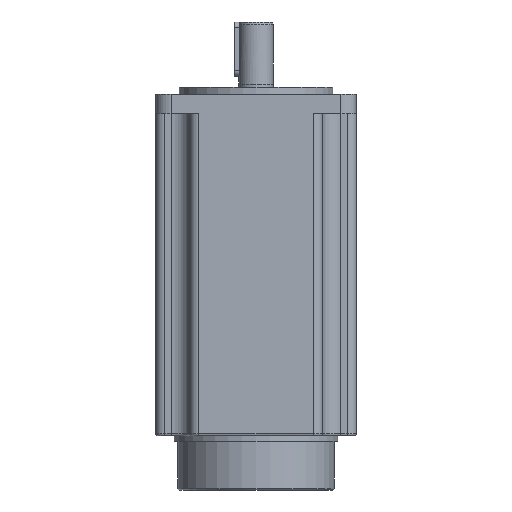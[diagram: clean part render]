
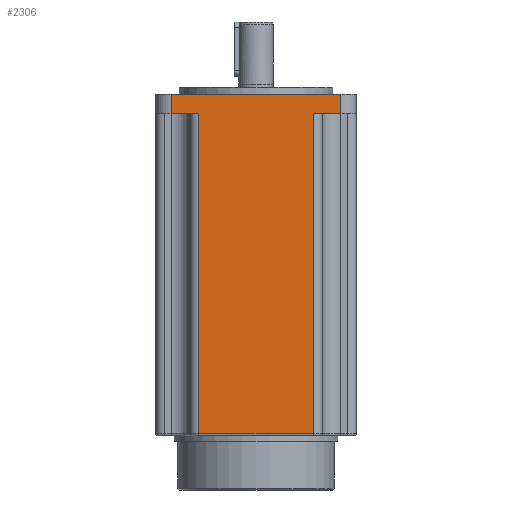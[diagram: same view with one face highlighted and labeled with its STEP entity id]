
A CAD part, front view. The second image highlights one B-rep face of the part: STEP entity #2306.
In plain terms, the highlighted planar face has unit normal (0, -1, 0).
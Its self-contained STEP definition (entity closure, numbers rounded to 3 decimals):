
#52 = AXIS2_PLACEMENT_3D ( 'NONE', #7163, #3765, #7896 ) ;
#377 = ORIENTED_EDGE ( 'NONE', *, *, #6277, .F. ) ;
#511 = VERTEX_POINT ( 'NONE', #3534 ) ;
#706 = VERTEX_POINT ( 'NONE', #2464 ) ;
#971 = EDGE_LOOP ( 'NONE', ( #7467, #6797, #3133, #2092, #377, #1669, #4857, #8755 ) ) ;
#1138 = VECTOR ( 'NONE', #2737, 1000. ) ;
#1360 = LINE ( 'NONE', #7433, #7762 ) ;
#1433 = LINE ( 'NONE', #3241, #2517 ) ;
#1629 = VECTOR ( 'NONE', #8271, 1000. ) ;
#1637 = DIRECTION ( 'NONE',  ( 1., 0., 0. ) ) ;
#1669 = ORIENTED_EDGE ( 'NONE', *, *, #8201, .F. ) ;
#1686 = VERTEX_POINT ( 'NONE', #3902 ) ;
#1688 = LINE ( 'NONE', #2647, #1138 ) ;
#1826 = EDGE_CURVE ( 'NONE', #511, #706, #4642, .T. ) ;
#1919 = DIRECTION ( 'NONE',  ( 0., 0., 1. ) ) ;
#2092 = ORIENTED_EDGE ( 'NONE', *, *, #3118, .T. ) ;
#2115 = CARTESIAN_POINT ( 'NONE',  ( 31.65, -55.5, -177.3 ) ) ;
#2227 = CARTESIAN_POINT ( 'NONE',  ( 46.9, -55.5, 10.7 ) ) ;
#2306 = ADVANCED_FACE ( 'NONE', ( #5868 ), #7222, .F. ) ;
#2442 = DIRECTION ( 'NONE',  ( 0., 0., -1. ) ) ;
#2464 = CARTESIAN_POINT ( 'NONE',  ( -46.9, -55.5, 0. ) ) ;
#2517 = VECTOR ( 'NONE', #2442, 1000. ) ;
#2629 = CARTESIAN_POINT ( 'NONE',  ( 31.65, -55.5, -178.3 ) ) ;
#2647 = CARTESIAN_POINT ( 'NONE',  ( -46.9, -55.5, -177.3 ) ) ;
#2737 = DIRECTION ( 'NONE',  ( 1., 0., 0. ) ) ;
#3021 = VERTEX_POINT ( 'NONE', #2115 ) ;
#3118 = EDGE_CURVE ( 'NONE', #7769, #5824, #6694, .T. ) ;
#3133 = ORIENTED_EDGE ( 'NONE', *, *, #6306, .T. ) ;
#3241 = CARTESIAN_POINT ( 'NONE',  ( 46.9, -55.5, 10.7 ) ) ;
#3497 = CARTESIAN_POINT ( 'NONE',  ( -46.9, -55.5, 0. ) ) ;
#3534 = CARTESIAN_POINT ( 'NONE',  ( -46.9, -55.5, 10.7 ) ) ;
#3765 = DIRECTION ( 'NONE',  ( 0., 1., 0. ) ) ;
#3902 = CARTESIAN_POINT ( 'NONE',  ( -31.65, -55.5, 0. ) ) ;
#4021 = EDGE_CURVE ( 'NONE', #706, #1686, #6973, .T. ) ;
#4421 = CARTESIAN_POINT ( 'NONE',  ( 31.65, -55.5, 0. ) ) ;
#4642 = LINE ( 'NONE', #7551, #1629 ) ;
#4857 = ORIENTED_EDGE ( 'NONE', *, *, #1826, .T. ) ;
#4860 = VECTOR ( 'NONE', #6274, 1000. ) ;
#5003 = CARTESIAN_POINT ( 'NONE',  ( -46.9, -55.5, 10.7 ) ) ;
#5047 = VECTOR ( 'NONE', #7198, 1000. ) ;
#5155 = CARTESIAN_POINT ( 'NONE',  ( 46.9, -55.5, 0. ) ) ;
#5281 = VERTEX_POINT ( 'NONE', #6101 ) ;
#5338 = DIRECTION ( 'NONE',  ( 0., 0., 1. ) ) ;
#5824 = VERTEX_POINT ( 'NONE', #5155 ) ;
#5868 = FACE_OUTER_BOUND ( 'NONE', #971, .T. ) ;
#6101 = CARTESIAN_POINT ( 'NONE',  ( -31.65, -55.5, -177.3 ) ) ;
#6274 = DIRECTION ( 'NONE',  ( 1., 0., 0. ) ) ;
#6277 = EDGE_CURVE ( 'NONE', #7150, #5824, #1433, .T. ) ;
#6306 = EDGE_CURVE ( 'NONE', #3021, #7769, #6896, .T. ) ;
#6400 = CARTESIAN_POINT ( 'NONE',  ( -46.9, -55.5, 0. ) ) ;
#6569 = VECTOR ( 'NONE', #1919, 1000. ) ;
#6694 = LINE ( 'NONE', #3497, #4860 ) ;
#6797 = ORIENTED_EDGE ( 'NONE', *, *, #7854, .T. ) ;
#6896 = LINE ( 'NONE', #2629, #6569 ) ;
#6973 = LINE ( 'NONE', #6400, #5047 ) ;
#7150 = VERTEX_POINT ( 'NONE', #2227 ) ;
#7163 = CARTESIAN_POINT ( 'NONE',  ( -46.9, -55.5, 10.7 ) ) ;
#7198 = DIRECTION ( 'NONE',  ( 1., 0., 0. ) ) ;
#7222 = PLANE ( 'NONE',  #52 ) ;
#7433 = CARTESIAN_POINT ( 'NONE',  ( -31.65, -55.5, -178.3 ) ) ;
#7467 = ORIENTED_EDGE ( 'NONE', *, *, #7819, .F. ) ;
#7551 = CARTESIAN_POINT ( 'NONE',  ( -46.9, -55.5, 10.7 ) ) ;
#7762 = VECTOR ( 'NONE', #5338, 1000. ) ;
#7769 = VERTEX_POINT ( 'NONE', #4421 ) ;
#7819 = EDGE_CURVE ( 'NONE', #5281, #1686, #1360, .T. ) ;
#7854 = EDGE_CURVE ( 'NONE', #5281, #3021, #1688, .T. ) ;
#7866 = LINE ( 'NONE', #5003, #8512 ) ;
#7896 = DIRECTION ( 'NONE',  ( 0., 0., 1. ) ) ;
#8201 = EDGE_CURVE ( 'NONE', #511, #7150, #7866, .T. ) ;
#8271 = DIRECTION ( 'NONE',  ( 0., 0., -1. ) ) ;
#8512 = VECTOR ( 'NONE', #1637, 1000. ) ;
#8755 = ORIENTED_EDGE ( 'NONE', *, *, #4021, .T. ) ;
